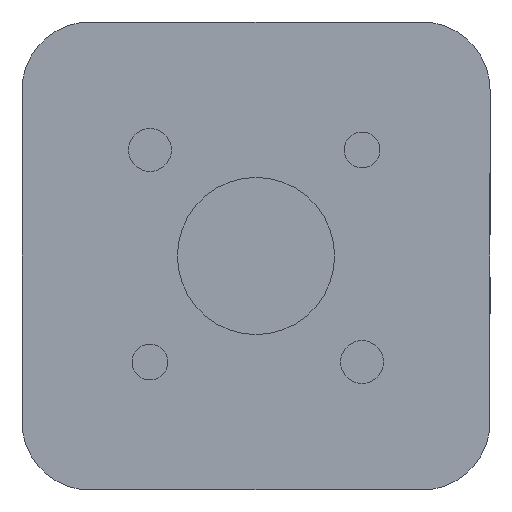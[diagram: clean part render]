
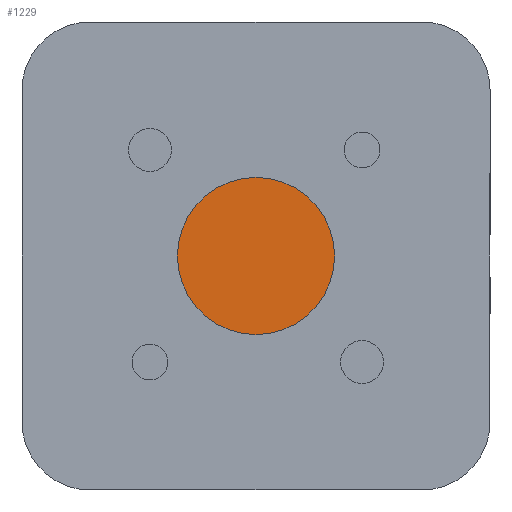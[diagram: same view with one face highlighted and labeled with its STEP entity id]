
A CAD part, left-side view. The second image highlights one B-rep face of the part: STEP entity #1229.
In plain terms, the highlighted planar face has unit normal (-1, 0, 0).
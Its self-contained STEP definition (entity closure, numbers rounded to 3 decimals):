
#708 = EDGE_LOOP ( 'NONE', ( #4773, #4774 ) ) ;
#1229 = ADVANCED_FACE ( 'NONE', ( #5397 ), #10753, .F. ) ;
#2071 = CARTESIAN_POINT ( 'NONE',  ( -19.821, 0., 0. ) ) ;
#2078 = DIRECTION ( 'NONE',  ( -1., 0., 0. ) ) ;
#2079 = DIRECTION ( 'NONE',  ( 0., 0., 1. ) ) ;
#2189 = CARTESIAN_POINT ( 'NONE',  ( -19.821, 0., 0. ) ) ;
#2200 = DIRECTION ( 'NONE',  ( -1., 0., 0. ) ) ;
#2201 = DIRECTION ( 'NONE',  ( 0., 0., 1. ) ) ;
#2643 = AXIS2_PLACEMENT_3D ( 'NONE', #2071, #2078, #2079 ) ;
#2665 = AXIS2_PLACEMENT_3D ( 'NONE', #2189, #2200, #2201 ) ;
#3324 = CARTESIAN_POINT ( 'NONE',  ( -19.821, 0., -11. ) ) ;
#3325 = CARTESIAN_POINT ( 'NONE',  ( -19.821, 0., 11. ) ) ;
#4773 = ORIENTED_EDGE ( 'NONE', *, *, #8866, .T. ) ;
#4774 = ORIENTED_EDGE ( 'NONE', *, *, #8814, .T. ) ;
#5397 = FACE_OUTER_BOUND ( 'NONE', #708, .T. ) ;
#7858 = CIRCLE ( 'NONE', #2643, 11. ) ;
#7944 = CIRCLE ( 'NONE', #2665, 11. ) ;
#8814 = EDGE_CURVE ( 'NONE', #9999, #10000, #7858, .T. ) ;
#8866 = EDGE_CURVE ( 'NONE', #10000, #9999, #7944, .T. ) ;
#9251 = AXIS2_PLACEMENT_3D ( 'NONE', #10883, #10892, #10893 ) ;
#9999 = VERTEX_POINT ( 'NONE', #3324 ) ;
#10000 = VERTEX_POINT ( 'NONE', #3325 ) ;
#10753 = PLANE ( 'NONE',  #9251 ) ;
#10883 = CARTESIAN_POINT ( 'NONE',  ( -19.821, 11., 0. ) ) ;
#10892 = DIRECTION ( 'NONE',  ( 1., 0., 0. ) ) ;
#10893 = DIRECTION ( 'NONE',  ( 0., 0., -1. ) ) ;
